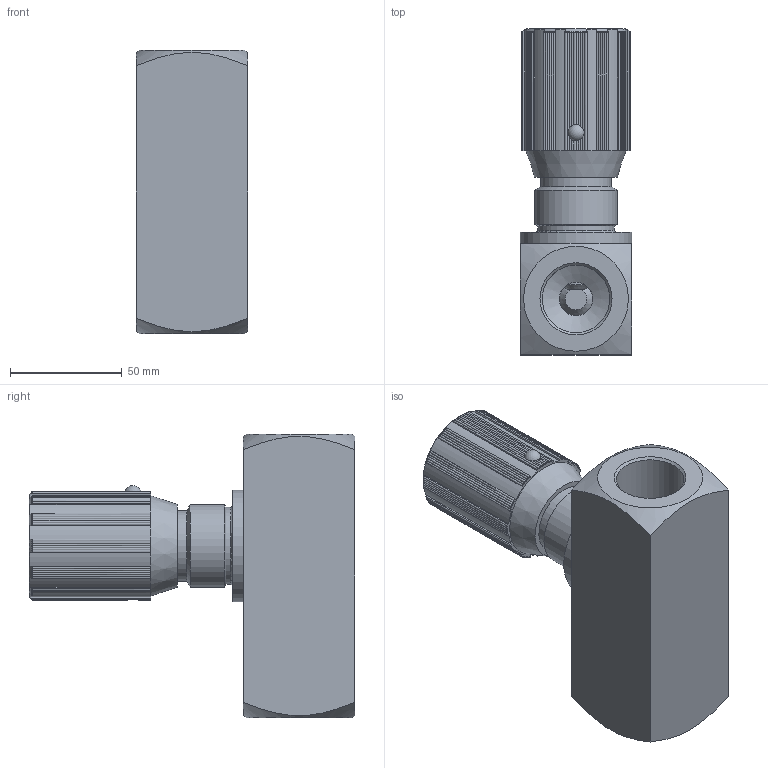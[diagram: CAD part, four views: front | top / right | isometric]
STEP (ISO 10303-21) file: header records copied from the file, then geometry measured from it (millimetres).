
FILE_DESCRIPTION(/* description */ (''),/* implementation_level */ '2;1');
FILE_NAME(/* name */ '94207-01-917-31744.stp',/* time_stamp */ '2018-01-31T09:34:42+01:00',/* author */ ('sbaus'),/* organization */ (''),/* preprocessor_version */ 'ST-DEVELOPER v17',/* originating_system */ 'Autodesk Inventor 2018',/* authorisation */ '');
FILE_SCHEMA (('AUTOMOTIVE_DESIGN { 1 0 10303 214 3 1 1 }'));
Length unit declared in the file: millimetre
Products named in the file (1): 94207-01-917-31744
Bounding box: 50 x 146 x 127 mm (x, y, z)
Volume: 366120.4 mm3; surface area: 85028.2 mm2
Topology: 1 solids, 1 shells, 421 faces, 1236 edges, 806 vertices
Faces by surface type: plane 185, cylinder 180, cone 47, bspline 5, torus 3, sphere 1
Full cylindrical faces by diameter (mm): 4 x1, 7.4 x1, 7.5 x1, 7.9 x1, 8 x1, 8.25 x5, 8.5 x1, 9 x1, 13.4 x1, 13.5 x2, 14 x1, 15 x1, 18 x1, 28.5 x1, 30.291 x2, 31.7 x2, 34.5 x1, 37 x1, 40.8 x1, 41 x1, 50 x1
Entity records: 22614 total; most frequent: CARTESIAN_POINT 10917, ORIENTED_EDGE 2502, DIRECTION 2286, EDGE_CURVE 1251, AXIS2_PLACEMENT_3D 858, VERTEX_POINT 806, LINE 570, VECTOR 570
